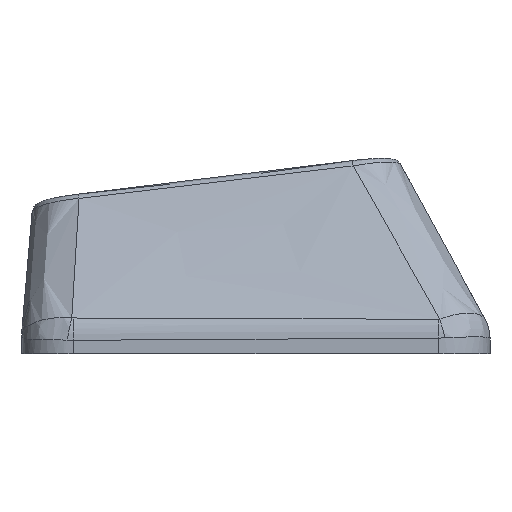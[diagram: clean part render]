
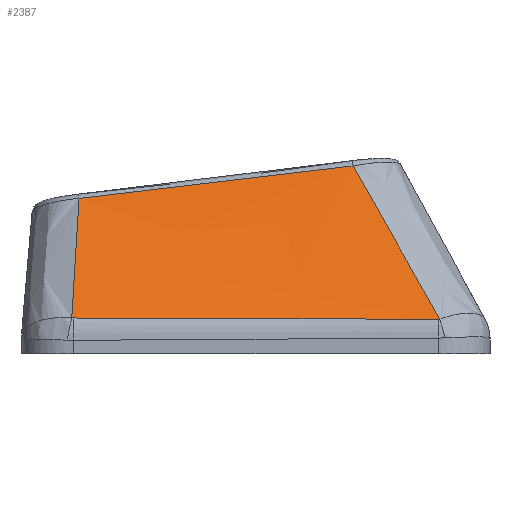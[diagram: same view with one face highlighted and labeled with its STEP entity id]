
A CAD part, left-side view. The second image highlights one B-rep face of the part: STEP entity #2387.
In plain terms, the highlighted free-form (B-spline) face has degree [3, 3] with [4, 4] control points.
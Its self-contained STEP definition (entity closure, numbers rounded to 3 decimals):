
#31=B_SPLINE_SURFACE_WITH_KNOTS('',3,3,((#5317,#5318,#5319,#5320),(#5321,
#5322,#5323,#5324),(#5325,#5326,#5327,#5328),(#5329,#5330,#5331,#5332)),
 .UNSPECIFIED.,.F.,.F.,.F.,(4,4),(4,4),(0.097,0.894),
(0.034,0.948),.UNSPECIFIED.);
#490=FACE_OUTER_BOUND('',#616,.T.);
#616=EDGE_LOOP('',(#2055,#2056,#2057,#2058,#2059,#2060));
#815=B_SPLINE_CURVE_WITH_KNOTS('',3,(#4995,#4996,#4997,#4998),
 .UNSPECIFIED.,.F.,.F.,(4,4),(0.,0.006),.UNSPECIFIED.);
#817=B_SPLINE_CURVE_WITH_KNOTS('',3,(#5022,#5023,#5024,#5025),
 .UNSPECIFIED.,.F.,.F.,(4,4),(0.,1.416),.UNSPECIFIED.);
#819=B_SPLINE_CURVE_WITH_KNOTS('',3,(#5049,#5050,#5051,#5052),
 .UNSPECIFIED.,.F.,.F.,(4,4),(0.,0.006),
 .UNSPECIFIED.);
#834=B_SPLINE_CURVE_WITH_KNOTS('',3,(#5334,#5335,#5336,#5337),
 .UNSPECIFIED.,.F.,.F.,(4,4),(0.028,0.788),
 .UNSPECIFIED.);
#835=B_SPLINE_CURVE_WITH_KNOTS('',3,(#5339,#5340,#5341,#5342),
 .UNSPECIFIED.,.F.,.F.,(4,4),(-1.071,0.),.UNSPECIFIED.);
#836=B_SPLINE_CURVE_WITH_KNOTS('',3,(#5343,#5344,#5345,#5346),
 .UNSPECIFIED.,.F.,.F.,(4,4),(-0.592,-0.024),
 .UNSPECIFIED.);
#1094=VERTEX_POINT('',#4957);
#1096=VERTEX_POINT('',#4988);
#1098=VERTEX_POINT('',#5015);
#1100=VERTEX_POINT('',#5042);
#1116=VERTEX_POINT('',#5333);
#1117=VERTEX_POINT('',#5338);
#1427=EDGE_CURVE('',#1094,#1096,#815,.T.);
#1430=EDGE_CURVE('',#1096,#1098,#817,.T.);
#1433=EDGE_CURVE('',#1098,#1100,#819,.T.);
#1457=EDGE_CURVE('',#1116,#1094,#834,.T.);
#1458=EDGE_CURVE('',#1117,#1116,#835,.T.);
#1459=EDGE_CURVE('',#1100,#1117,#836,.T.);
#2055=ORIENTED_EDGE('',*,*,#1433,.F.);
#2056=ORIENTED_EDGE('',*,*,#1430,.F.);
#2057=ORIENTED_EDGE('',*,*,#1427,.F.);
#2058=ORIENTED_EDGE('',*,*,#1457,.F.);
#2059=ORIENTED_EDGE('',*,*,#1458,.F.);
#2060=ORIENTED_EDGE('',*,*,#1459,.F.);
#2387=ADVANCED_FACE('',(#490),#31,.T.);
#4957=CARTESIAN_POINT('',(-20.793,-7.139,0.347));
#4988=CARTESIAN_POINT('',(-20.797,-7.077,0.34));
#4995=CARTESIAN_POINT('Ctrl Pts',(-20.793,-7.139,0.347));
#4996=CARTESIAN_POINT('Ctrl Pts',(-20.795,-7.119,0.342));
#4997=CARTESIAN_POINT('Ctrl Pts',(-20.797,-7.098,0.34));
#4998=CARTESIAN_POINT('Ctrl Pts',(-20.797,-7.077,0.34));
#5015=CARTESIAN_POINT('',(-20.712,7.087,0.389));
#5022=CARTESIAN_POINT('Ctrl Pts',(-20.797,-7.077,0.34));
#5023=CARTESIAN_POINT('Ctrl Pts',(-20.775,-2.356,0.355));
#5024=CARTESIAN_POINT('Ctrl Pts',(-20.748,2.365,0.372));
#5025=CARTESIAN_POINT('Ctrl Pts',(-20.712,7.087,0.389));
#5042=CARTESIAN_POINT('',(-20.708,7.148,0.395));
#5049=CARTESIAN_POINT('Ctrl Pts',(-20.712,7.087,0.389));
#5050=CARTESIAN_POINT('Ctrl Pts',(-20.712,7.107,0.389));
#5051=CARTESIAN_POINT('Ctrl Pts',(-20.71,7.128,0.391));
#5052=CARTESIAN_POINT('Ctrl Pts',(-20.708,7.148,0.395));
#5317=CARTESIAN_POINT('Ctrl Pts',(-17.445,-4.146,6.335));
#5318=CARTESIAN_POINT('Ctrl Pts',(-18.562,-5.145,4.337));
#5319=CARTESIAN_POINT('Ctrl Pts',(-19.679,-6.144,2.339));
#5320=CARTESIAN_POINT('Ctrl Pts',(-20.797,-7.142,0.34));
#5321=CARTESIAN_POINT('Ctrl Pts',(-17.445,-0.382,
5.893));
#5322=CARTESIAN_POINT('Ctrl Pts',(-18.562,-1.047,4.034));
#5323=CARTESIAN_POINT('Ctrl Pts',(-19.679,-1.713,2.175));
#5324=CARTESIAN_POINT('Ctrl Pts',(-20.797,-2.379,0.316));
#5325=CARTESIAN_POINT('Ctrl Pts',(-17.445,3.383,5.451));
#5326=CARTESIAN_POINT('Ctrl Pts',(-18.562,3.05,3.732));
#5327=CARTESIAN_POINT('Ctrl Pts',(-19.679,2.717,2.012));
#5328=CARTESIAN_POINT('Ctrl Pts',(-20.797,2.384,0.293));
#5329=CARTESIAN_POINT('Ctrl Pts',(-17.445,7.148,5.009));
#5330=CARTESIAN_POINT('Ctrl Pts',(-18.562,7.148,3.429));
#5331=CARTESIAN_POINT('Ctrl Pts',(-19.679,7.148,1.849));
#5332=CARTESIAN_POINT('Ctrl Pts',(-20.797,7.148,0.269));
#5333=CARTESIAN_POINT('',(-17.445,-3.764,6.29));
#5334=CARTESIAN_POINT('Ctrl Pts',(-17.445,-3.764,6.29));
#5335=CARTESIAN_POINT('Ctrl Pts',(-18.568,-4.896,4.315));
#5336=CARTESIAN_POINT('Ctrl Pts',(-19.682,-6.019,2.333));
#5337=CARTESIAN_POINT('Ctrl Pts',(-20.793,-7.139,0.347));
#5338=CARTESIAN_POINT('',(-17.453,6.867,5.03));
#5339=CARTESIAN_POINT('Ctrl Pts',(-17.453,6.867,5.03));
#5340=CARTESIAN_POINT('Ctrl Pts',(-17.451,3.323,5.448));
#5341=CARTESIAN_POINT('Ctrl Pts',(-17.448,-0.221,
5.868));
#5342=CARTESIAN_POINT('Ctrl Pts',(-17.445,-3.764,6.29));
#5343=CARTESIAN_POINT('Ctrl Pts',(-20.708,7.148,0.395));
#5344=CARTESIAN_POINT('Ctrl Pts',(-19.618,7.046,1.937));
#5345=CARTESIAN_POINT('Ctrl Pts',(-18.532,6.951,3.482));
#5346=CARTESIAN_POINT('Ctrl Pts',(-17.453,6.867,5.03));
